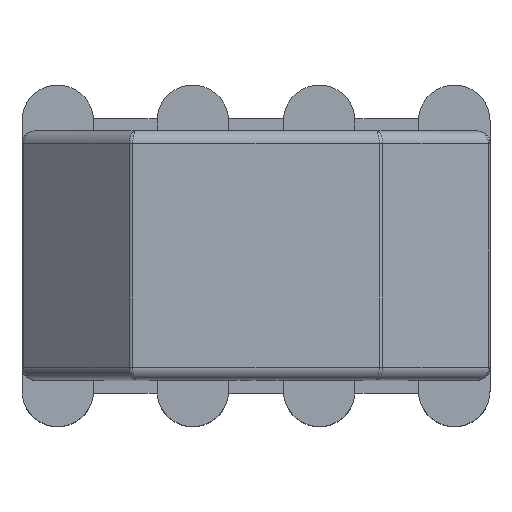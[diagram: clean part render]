
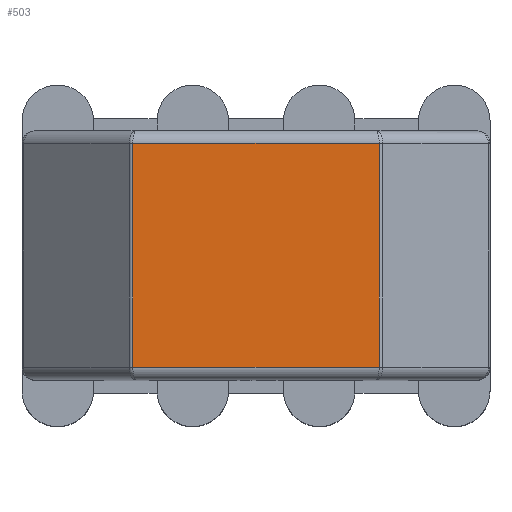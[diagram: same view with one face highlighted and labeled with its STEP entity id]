
A CAD part, top view. The second image highlights one B-rep face of the part: STEP entity #503.
In plain terms, the highlighted planar face has unit normal (0, 0, 1).
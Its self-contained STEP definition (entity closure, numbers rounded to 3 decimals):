
#503 = ADVANCED_FACE( '', ( #1466 ), #1467, .F. );
#1466 = FACE_OUTER_BOUND( '', #6430, .T. );
#1467 = PLANE( '', #6431 );
#6430 = EDGE_LOOP( '', ( #12173, #12174, #12175, #12176 ) );
#6431 = AXIS2_PLACEMENT_3D( '', #12177, #12178, #12179 );
#12173 = ORIENTED_EDGE( '', *, *, #15295, .T. );
#12174 = ORIENTED_EDGE( '', *, *, #15296, .T. );
#12175 = ORIENTED_EDGE( '', *, *, #15297, .T. );
#12176 = ORIENTED_EDGE( '', *, *, #15298, .T. );
#12177 = CARTESIAN_POINT( '', ( 4.95, -4.925, 17.3 ) );
#12178 = DIRECTION( '', ( 0., 0., -1. ) );
#12179 = DIRECTION( '', ( -1., 0., 0. ) );
#15295 = EDGE_CURVE( '', #16592, #16343, #16593, .T. );
#15296 = EDGE_CURVE( '', #16343, #16594, #16595, .F. );
#15297 = EDGE_CURVE( '', #16594, #16596, #16597, .F. );
#15298 = EDGE_CURVE( '', #16596, #16592, #16598, .T. );
#16343 = VERTEX_POINT( '', #18268 );
#16592 = VERTEX_POINT( '', #18734 );
#16593 = LINE( '', #18735, #18736 );
#16594 = VERTEX_POINT( '', #18737 );
#16595 = LINE( '', #18738, #18739 );
#16596 = VERTEX_POINT( '', #18740 );
#16597 = LINE( '', #18741, #18742 );
#16598 = LINE( '', #18743, #18744 );
#18268 = CARTESIAN_POINT( '', ( -4.867, 4.425, 17.3 ) );
#18734 = CARTESIAN_POINT( '', ( 4.867, 4.425, 17.3 ) );
#18735 = CARTESIAN_POINT( '', ( 4.95, 4.425, 17.3 ) );
#18736 = VECTOR( '', #21482, 1000. );
#18737 = CARTESIAN_POINT( '', ( -4.867, -4.425, 17.3 ) );
#18738 = CARTESIAN_POINT( '', ( -4.867, -4.925, 17.3 ) );
#18739 = VECTOR( '', #21483, 1000. );
#18740 = CARTESIAN_POINT( '', ( 4.867, -4.425, 17.3 ) );
#18741 = CARTESIAN_POINT( '', ( 4.95, -4.425, 17.3 ) );
#18742 = VECTOR( '', #21484, 1000. );
#18743 = CARTESIAN_POINT( '', ( 4.867, -4.925, 17.3 ) );
#18744 = VECTOR( '', #21485, 1000. );
#21482 = DIRECTION( '', ( -1., 0., 0. ) );
#21483 = DIRECTION( '', ( 0., 1., 0. ) );
#21484 = DIRECTION( '', ( -1., 0., 0. ) );
#21485 = DIRECTION( '', ( 0., 1., 0. ) );
